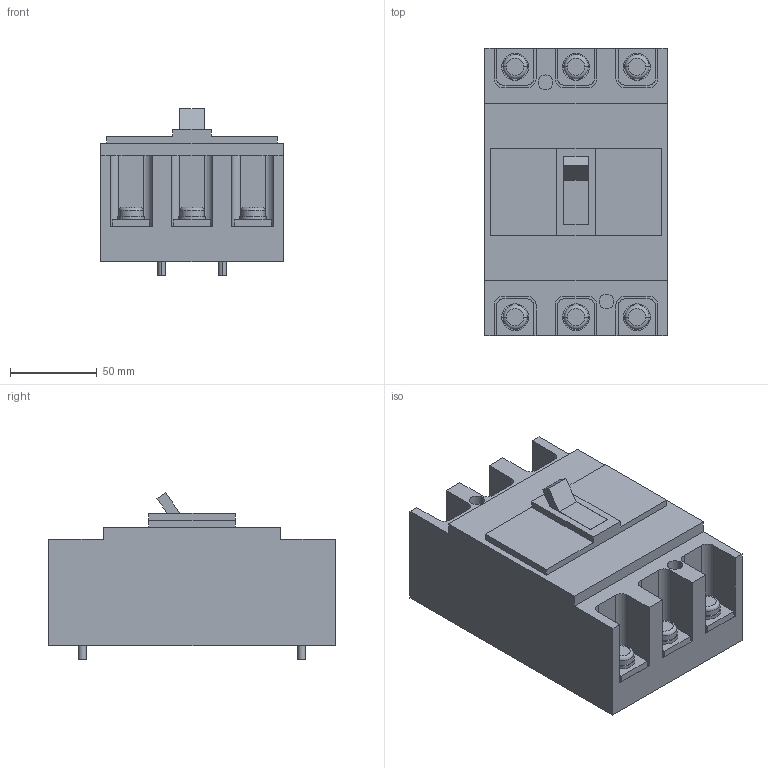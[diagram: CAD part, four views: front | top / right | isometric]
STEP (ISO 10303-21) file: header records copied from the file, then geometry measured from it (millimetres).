
FILE_DESCRIPTION(('CoCreate Modeling STEP Export'),'2;1');
FILE_NAME('Ｓ２２５ＮＦ３Ｆ.stp','2014-03-31T 8:03:43',(''),(''),'CoCreate Modeling STEP processor for AP214 (Solid Model)','CoCreate Modeling 17.0 01-Apr-2010 (C) Parametric Technology GmbH','');
FILE_SCHEMA(('AUTOMOTIVE_DESIGN { 1 0 10303 214 1 1 1 1 }'));
Length unit declared in the file: millimetre
Products named in the file (5): P3; P2.2; P1; P4; Ｓ２２５ＮＦ３Ｆ
Assembly tree (15 placements, depth 2):
  Ｓ２２５ＮＦ３Ｆ
    P4  x6
    P2.2  x6
    P3  x2
    P1
Bounding box: 105 x 165 x 96 mm (x, y, z)
Volume: 1041583.6 mm3; surface area: 101792.9 mm2
Topology: 15 solids, 15 shells, 238 faces, 538 edges, 354 vertices
Faces by surface type: plane 126, cylinder 100, torus 12
Entity records: 3562 total; most frequent: ORIENTED_EDGE 592, CARTESIAN_POINT 570, DIRECTION 556, EDGE_CURVE 296, VERTEX_POINT 196, VECTOR 192, LINE 192, AXIS2_PLACEMENT_3D 182
